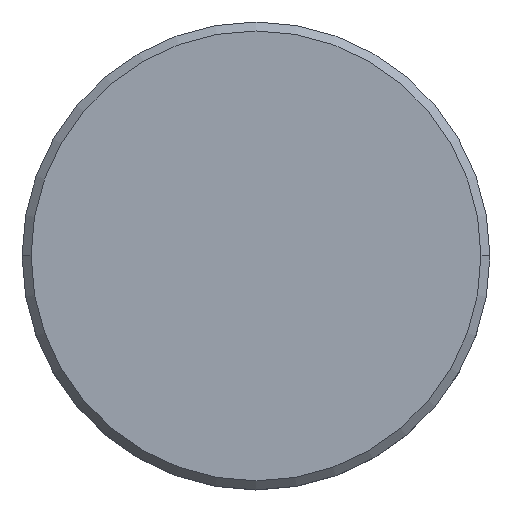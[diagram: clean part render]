
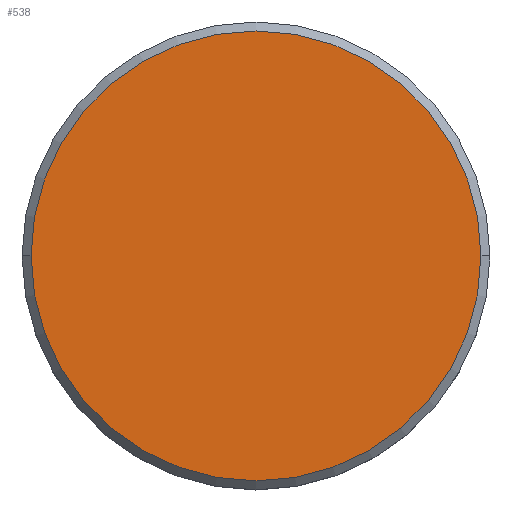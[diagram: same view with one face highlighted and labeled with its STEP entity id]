
A CAD part, top view. The second image highlights one B-rep face of the part: STEP entity #538.
In plain terms, the highlighted planar face has unit normal (0, 0, 1).
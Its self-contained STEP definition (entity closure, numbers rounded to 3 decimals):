
#79 = CARTESIAN_POINT ( 'NONE',  ( -12.5, 0., 0. ) ) ;
#97 = CARTESIAN_POINT ( 'NONE',  ( 0., 0., 0. ) ) ;
#116 = CIRCLE ( 'NONE', #192, 12.5 ) ;
#125 = CARTESIAN_POINT ( 'NONE',  ( 12.5, 0., 0. ) ) ;
#135 = EDGE_CURVE ( 'NONE', #645, #979, #200, .T. ) ;
#162 = DIRECTION ( 'NONE',  ( 1., 0., 0. ) ) ;
#192 = AXIS2_PLACEMENT_3D ( 'NONE', #332, #245, #162 ) ;
#200 = CIRCLE ( 'NONE', #1040, 12.5 ) ;
#245 = DIRECTION ( 'NONE',  ( 0., 0., 1. ) ) ;
#332 = CARTESIAN_POINT ( 'NONE',  ( 0., 0., 0. ) ) ;
#344 = DIRECTION ( 'NONE',  ( 0., 0., 1. ) ) ;
#347 = DIRECTION ( 'NONE',  ( 1., 0., 0. ) ) ;
#378 = AXIS2_PLACEMENT_3D ( 'NONE', #818, #533, #347 ) ;
#533 = DIRECTION ( 'NONE',  ( 0., 0., 1. ) ) ;
#538 = ADVANCED_FACE ( 'NONE', ( #1083 ), #798, .T. ) ;
#645 = VERTEX_POINT ( 'NONE', #125 ) ;
#729 = DIRECTION ( 'NONE',  ( 1., 0., 0. ) ) ;
#798 = PLANE ( 'NONE',  #378 ) ;
#818 = CARTESIAN_POINT ( 'NONE',  ( 0., 0., 0. ) ) ;
#850 = EDGE_LOOP ( 'NONE', ( #1038, #1021 ) ) ;
#979 = VERTEX_POINT ( 'NONE', #79 ) ;
#1021 = ORIENTED_EDGE ( 'NONE', *, *, #135, .T. ) ;
#1038 = ORIENTED_EDGE ( 'NONE', *, *, #1096, .T. ) ;
#1040 = AXIS2_PLACEMENT_3D ( 'NONE', #97, #344, #729 ) ;
#1083 = FACE_OUTER_BOUND ( 'NONE', #850, .T. ) ;
#1096 = EDGE_CURVE ( 'NONE', #979, #645, #116, .T. ) ;
